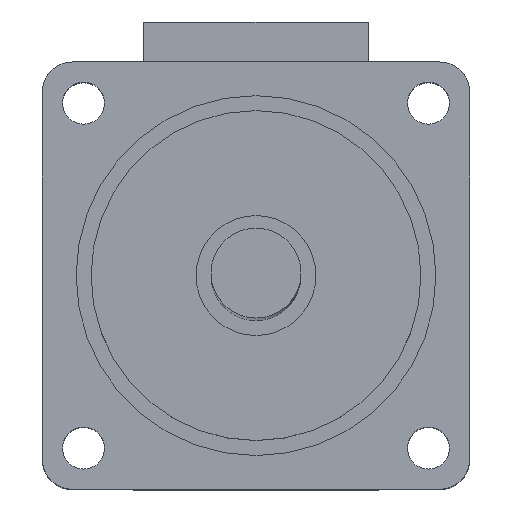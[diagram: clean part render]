
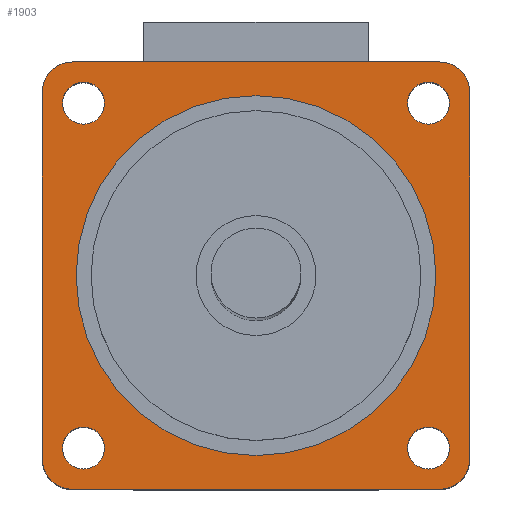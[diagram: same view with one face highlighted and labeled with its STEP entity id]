
A CAD part, top view. The second image highlights one B-rep face of the part: STEP entity #1903.
In plain terms, the highlighted planar face has unit normal (0, 0, 1).
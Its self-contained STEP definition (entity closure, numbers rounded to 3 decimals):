
#29=FACE_BOUND('',#240,.T.);
#30=FACE_BOUND('',#241,.T.);
#31=FACE_BOUND('',#242,.T.);
#32=FACE_BOUND('',#243,.T.);
#33=FACE_BOUND('',#244,.T.);
#56=PLANE('',#2059);
#125=FACE_OUTER_BOUND('',#239,.T.);
#239=EDGE_LOOP('',(#1292,#1293,#1294,#1295,#1296,#1297,#1298,#1299));
#240=EDGE_LOOP('',(#1300));
#241=EDGE_LOOP('',(#1301));
#242=EDGE_LOOP('',(#1302));
#243=EDGE_LOOP('',(#1303));
#244=EDGE_LOOP('',(#1304));
#367=CIRCLE('',#2035,1.4);
#369=CIRCLE('',#2038,1.4);
#371=CIRCLE('',#2041,1.4);
#373=CIRCLE('',#2044,1.4);
#382=CIRCLE('',#2060,2.);
#383=CIRCLE('',#2061,2.);
#384=CIRCLE('',#2062,2.);
#385=CIRCLE('',#2063,2.);
#386=CIRCLE('',#2064,12.);
#479=LINE('',#2918,#649);
#482=LINE('',#2924,#652);
#486=LINE('',#2931,#656);
#489=LINE('',#2937,#659);
#649=VECTOR('',#2326,24.5);
#652=VECTOR('',#2331,24.5);
#656=VECTOR('',#2337,24.5);
#659=VECTOR('',#2342,24.5);
#806=VERTEX_POINT('',#2842);
#808=VERTEX_POINT('',#2848);
#810=VERTEX_POINT('',#2854);
#812=VERTEX_POINT('',#2860);
#837=VERTEX_POINT('',#2916);
#838=VERTEX_POINT('',#2917);
#839=VERTEX_POINT('',#2922);
#840=VERTEX_POINT('',#2923);
#841=VERTEX_POINT('',#2928);
#842=VERTEX_POINT('',#2930);
#843=VERTEX_POINT('',#2934);
#844=VERTEX_POINT('',#2936);
#845=VERTEX_POINT('',#2944);
#973=EDGE_CURVE('',#806,#806,#367,.T.);
#976=EDGE_CURVE('',#808,#808,#369,.T.);
#979=EDGE_CURVE('',#810,#810,#371,.T.);
#982=EDGE_CURVE('',#812,#812,#373,.T.);
#1009=EDGE_CURVE('',#837,#838,#479,.T.);
#1012=EDGE_CURVE('',#839,#840,#482,.T.);
#1016=EDGE_CURVE('',#842,#841,#486,.T.);
#1019=EDGE_CURVE('',#844,#843,#489,.T.);
#1021=EDGE_CURVE('',#843,#837,#382,.T.);
#1022=EDGE_CURVE('',#838,#839,#383,.T.);
#1023=EDGE_CURVE('',#840,#842,#384,.T.);
#1024=EDGE_CURVE('',#841,#844,#385,.T.);
#1025=EDGE_CURVE('',#845,#845,#386,.T.);
#1292=ORIENTED_EDGE('',*,*,#1019,.T.);
#1293=ORIENTED_EDGE('',*,*,#1021,.T.);
#1294=ORIENTED_EDGE('',*,*,#1009,.T.);
#1295=ORIENTED_EDGE('',*,*,#1022,.T.);
#1296=ORIENTED_EDGE('',*,*,#1012,.T.);
#1297=ORIENTED_EDGE('',*,*,#1023,.T.);
#1298=ORIENTED_EDGE('',*,*,#1016,.T.);
#1299=ORIENTED_EDGE('',*,*,#1024,.T.);
#1300=ORIENTED_EDGE('',*,*,#1025,.F.);
#1301=ORIENTED_EDGE('',*,*,#982,.F.);
#1302=ORIENTED_EDGE('',*,*,#979,.F.);
#1303=ORIENTED_EDGE('',*,*,#976,.F.);
#1304=ORIENTED_EDGE('',*,*,#973,.F.);
#1903=ADVANCED_FACE('',(#125,#29,#30,#31,#32,#33),#56,.T.);
#2035=AXIS2_PLACEMENT_3D('',#2844,#2263,#2264);
#2038=AXIS2_PLACEMENT_3D('',#2850,#2270,#2271);
#2041=AXIS2_PLACEMENT_3D('',#2856,#2277,#2278);
#2044=AXIS2_PLACEMENT_3D('',#2862,#2284,#2285);
#2059=AXIS2_PLACEMENT_3D('',#2939,#2344,#2345);
#2060=AXIS2_PLACEMENT_3D('',#2940,#2346,#2347);
#2061=AXIS2_PLACEMENT_3D('',#2941,#2348,#2349);
#2062=AXIS2_PLACEMENT_3D('',#2942,#2350,#2351);
#2063=AXIS2_PLACEMENT_3D('',#2943,#2352,#2353);
#2064=AXIS2_PLACEMENT_3D('',#2945,#2354,#2355);
#2263=DIRECTION('center_axis',(0.,0.,1.));
#2264=DIRECTION('ref_axis',(1.,0.,0.));
#2270=DIRECTION('center_axis',(0.,0.,1.));
#2271=DIRECTION('ref_axis',(1.,0.,0.));
#2277=DIRECTION('center_axis',(0.,0.,1.));
#2278=DIRECTION('ref_axis',(1.,0.,0.));
#2284=DIRECTION('center_axis',(0.,0.,1.));
#2285=DIRECTION('ref_axis',(1.,0.,0.));
#2326=DIRECTION('',(0.,1.,0.));
#2331=DIRECTION('',(-1.,0.,0.));
#2337=DIRECTION('',(0.,-1.,0.));
#2342=DIRECTION('',(1.,0.,0.));
#2344=DIRECTION('center_axis',(0.,0.,1.));
#2345=DIRECTION('ref_axis',(1.,0.,0.));
#2346=DIRECTION('center_axis',(0.,0.,1.));
#2347=DIRECTION('ref_axis',(1.,0.,0.));
#2348=DIRECTION('center_axis',(0.,0.,1.));
#2349=DIRECTION('ref_axis',(1.,0.,0.));
#2350=DIRECTION('center_axis',(0.,0.,1.));
#2351=DIRECTION('ref_axis',(1.,0.,0.));
#2352=DIRECTION('center_axis',(0.,0.,1.));
#2353=DIRECTION('ref_axis',(1.,0.,0.));
#2354=DIRECTION('center_axis',(0.,0.,1.));
#2355=DIRECTION('ref_axis',(1.,0.,0.));
#2842=CARTESIAN_POINT('',(-12.9,11.5,7.));
#2844=CARTESIAN_POINT('Origin',(-11.5,11.5,7.));
#2848=CARTESIAN_POINT('',(10.1,11.5,7.));
#2850=CARTESIAN_POINT('Origin',(11.5,11.5,7.));
#2854=CARTESIAN_POINT('',(10.1,-11.5,7.));
#2856=CARTESIAN_POINT('Origin',(11.5,-11.5,7.));
#2860=CARTESIAN_POINT('',(-12.9,-11.5,7.));
#2862=CARTESIAN_POINT('Origin',(-11.5,-11.5,7.));
#2916=CARTESIAN_POINT('',(14.25,-12.25,7.));
#2917=CARTESIAN_POINT('',(14.25,12.25,7.));
#2918=CARTESIAN_POINT('',(14.25,-12.25,7.));
#2922=CARTESIAN_POINT('',(12.25,14.25,7.));
#2923=CARTESIAN_POINT('',(-12.25,14.25,7.));
#2924=CARTESIAN_POINT('',(12.25,14.25,7.));
#2928=CARTESIAN_POINT('',(-14.25,-12.25,7.));
#2930=CARTESIAN_POINT('',(-14.25,12.25,7.));
#2931=CARTESIAN_POINT('',(-14.25,12.25,7.));
#2934=CARTESIAN_POINT('',(12.25,-14.25,7.));
#2936=CARTESIAN_POINT('',(-12.25,-14.25,7.));
#2937=CARTESIAN_POINT('',(-12.25,-14.25,7.));
#2939=CARTESIAN_POINT('Origin',(0.,0.,7.));
#2940=CARTESIAN_POINT('Origin',(12.25,-12.25,7.));
#2941=CARTESIAN_POINT('Origin',(12.25,12.25,7.));
#2942=CARTESIAN_POINT('Origin',(-12.25,12.25,7.));
#2943=CARTESIAN_POINT('Origin',(-12.25,-12.25,7.));
#2944=CARTESIAN_POINT('',(-12.,0.,7.));
#2945=CARTESIAN_POINT('Origin',(0.,0.,7.));
